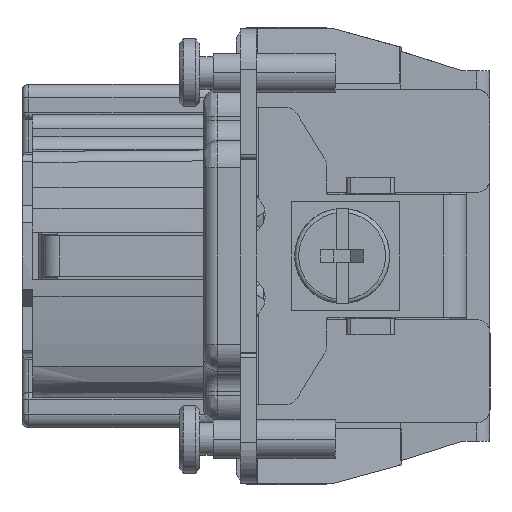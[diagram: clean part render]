
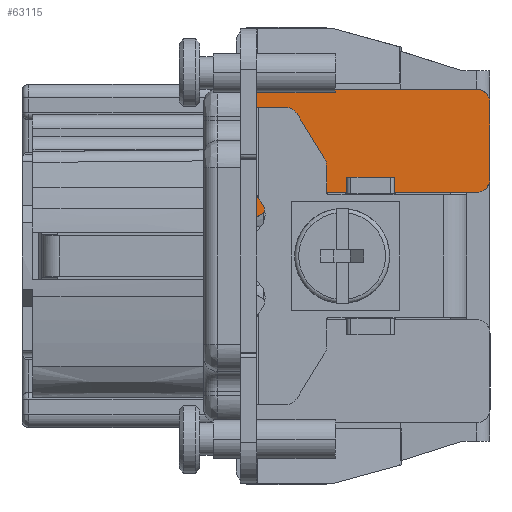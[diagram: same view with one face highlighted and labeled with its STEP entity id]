
A CAD part, left-side view. The second image highlights one B-rep face of the part: STEP entity #63115.
In plain terms, the highlighted planar face has unit normal (-1, -0.005, 0).
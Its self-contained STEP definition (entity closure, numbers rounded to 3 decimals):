
#301=DIRECTION('',(0.,0.,1.));
#302=VECTOR('',#301,5.6);
#303=CARTESIAN_POINT('',(-44.809,-18.4,5.7));
#304=LINE('',#303,#302);
#6376=DIRECTION('',(0.,0.,1.));
#6377=VECTOR('',#6376,8.05);
#6378=CARTESIAN_POINT('',(-44.9,-0.998,4.25));
#6379=LINE('',#6378,#6377);
#6380=DIRECTION('',(0.005,-1.,0.));
#6381=VECTOR('',#6380,16.405);
#6382=CARTESIAN_POINT('',(-44.9,-0.995,12.3));
#6383=LINE('',#6382,#6381);
#6384=CARTESIAN_POINT('',(-44.9,-0.998,4.25));
#6385=CARTESIAN_POINT('',(-44.9,-0.998,
3.75));
#6386=CARTESIAN_POINT('',(-44.9,-1.,3.25));
#6387=CARTESIAN_POINT('',(-44.9,-1.,2.75));
#15016=DIRECTION('',(-0.005,0.865,-0.502));
#15017=VECTOR('',#15016,1.792);
#15018=CARTESIAN_POINT('',(-44.892,-2.55,3.65));
#15019=LINE('',#15018,#15017);
#15249=CARTESIAN_POINT('',(-44.814,-17.4,12.3));
#15250=CARTESIAN_POINT('',(-44.813,-17.567,12.3));
#15251=CARTESIAN_POINT('',(-44.812,-17.828,
12.228));
#15252=CARTESIAN_POINT('',(-44.81,-18.122,
12.022));
#15253=CARTESIAN_POINT('',(-44.809,-18.328,
11.728));
#15254=CARTESIAN_POINT('',(-44.809,-18.4,11.467));
#15255=CARTESIAN_POINT('',(-44.809,-18.4,11.3));
#15399=DIRECTION('',(0.,0.,-1.));
#15400=VECTOR('',#15399,1.05);
#15401=CARTESIAN_POINT('',(-44.892,-2.55,4.7));
#15402=LINE('',#15401,#15400);
#15431=DIRECTION('',(0.005,-1.,0.));
#15432=VECTOR('',#15431,14.85);
#15433=CARTESIAN_POINT('',(-44.892,-2.55,4.7));
#15434=LINE('',#15433,#15432);
#15559=CARTESIAN_POINT('',(-44.809,-18.4,5.7));
#15560=CARTESIAN_POINT('',(-44.809,-18.4,5.533));
#15561=CARTESIAN_POINT('',(-44.809,-18.328,
5.272));
#15562=CARTESIAN_POINT('',(-44.81,-18.122,
4.978));
#15563=CARTESIAN_POINT('',(-44.812,-17.828,
4.772));
#15564=CARTESIAN_POINT('',(-44.813,-17.567,4.7));
#15565=CARTESIAN_POINT('',(-44.814,-17.4,4.7));
#46052=CARTESIAN_POINT('',(-44.809,-18.4,5.7));
#46053=CARTESIAN_POINT('',(-44.809,-18.4,11.3));
#46054=VERTEX_POINT('',#46052);
#46055=VERTEX_POINT('',#46053);
#46062=CARTESIAN_POINT('',(-44.892,-2.55,4.7));
#46063=CARTESIAN_POINT('',(-44.892,-2.55,3.65));
#46064=VERTEX_POINT('',#46062);
#46065=VERTEX_POINT('',#46063);
#46068=CARTESIAN_POINT('',(-44.9,-1.,2.75));
#46069=VERTEX_POINT('',#46068);
#46070=CARTESIAN_POINT('',(-44.814,-17.4,4.7));
#46071=VERTEX_POINT('',#46070);
#46073=VERTEX_POINT('',#15249);
#46182=CARTESIAN_POINT('',(-44.9,-0.998,4.25));
#46183=CARTESIAN_POINT('',(-44.9,-0.995,12.3));
#46184=VERTEX_POINT('',#46182);
#46185=VERTEX_POINT('',#46183);
#63091=CARTESIAN_POINT('',(-44.905,-0.001,
-13.753));
#63092=DIRECTION('',(-1.,-0.005,0.));
#63093=DIRECTION('',(0.,0.,-1.));
#63094=AXIS2_PLACEMENT_3D('',#63091,#63092,#63093);
#63095=PLANE('',#63094);
#63097=ORIENTED_EDGE('',*,*,#63096,.T.);
#63099=ORIENTED_EDGE('',*,*,#63098,.T.);
#63101=ORIENTED_EDGE('',*,*,#63100,.T.);
#63102=ORIENTED_EDGE('',*,*,#58399,.F.);
#63104=ORIENTED_EDGE('',*,*,#63103,.T.);
#63106=ORIENTED_EDGE('',*,*,#63105,.F.);
#63108=ORIENTED_EDGE('',*,*,#63107,.T.);
#63110=ORIENTED_EDGE('',*,*,#63109,.T.);
#63112=ORIENTED_EDGE('',*,*,#63111,.F.);
#63113=EDGE_LOOP('',(#63097,#63099,#63101,#63102,#63104,#63106,#63108,#63110,
#63112));
#63114=FACE_OUTER_BOUND('',#63113,.F.);
#63115=ADVANCED_FACE('',(#63114),#63095,.T.);
#6388=B_SPLINE_CURVE_WITH_KNOTS('',3,(#6384,#6385,#6386,#6387),.UNSPECIFIED.,
.F.,.F.,(4,4),(0.,1.),.UNSPECIFIED.);
#15256=B_SPLINE_CURVE_WITH_KNOTS('',3,(#15249,#15250,#15251,#15252,#15253,
#15254,#15255),.UNSPECIFIED.,.F.,.F.,(4,1,1,1,4),(0.,0.25,0.5,0.75,
1.),.UNSPECIFIED.);
#15566=B_SPLINE_CURVE_WITH_KNOTS('',3,(#15559,#15560,#15561,#15562,#15563,
#15564,#15565),.UNSPECIFIED.,.F.,.F.,(4,1,1,1,4),(0.,0.25,0.5,0.75,
1.),.UNSPECIFIED.);
#58399=EDGE_CURVE('',#46054,#46055,#304,.T.);
#63096=EDGE_CURVE('',#46184,#46185,#6379,.T.);
#63098=EDGE_CURVE('',#46185,#46073,#6383,.T.);
#63100=EDGE_CURVE('',#46073,#46055,#15256,.T.);
#63103=EDGE_CURVE('',#46054,#46071,#15566,.T.);
#63105=EDGE_CURVE('',#46064,#46071,#15434,.T.);
#63107=EDGE_CURVE('',#46064,#46065,#15402,.T.);
#63109=EDGE_CURVE('',#46065,#46069,#15019,.T.);
#63111=EDGE_CURVE('',#46184,#46069,#6388,.T.);
